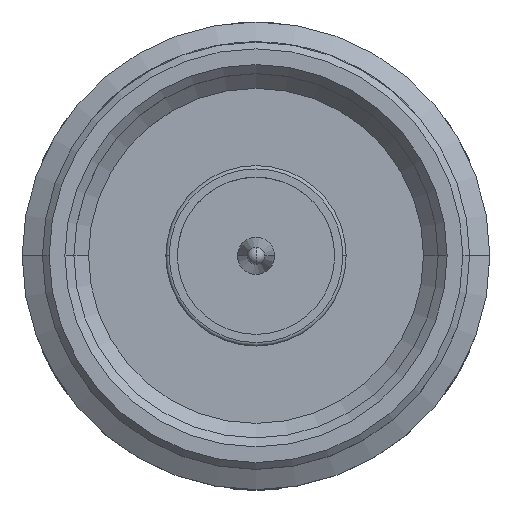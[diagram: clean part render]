
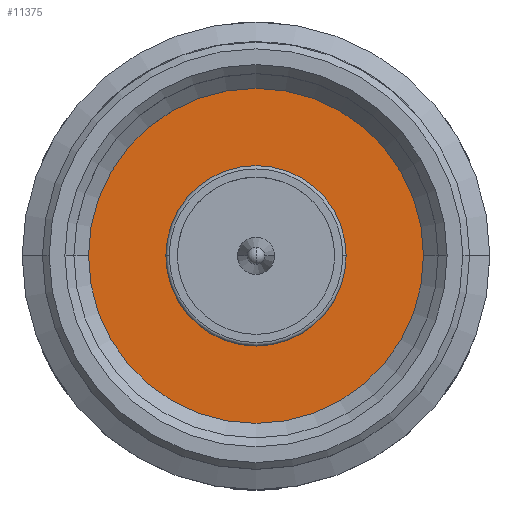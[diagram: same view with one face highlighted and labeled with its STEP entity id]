
A CAD part, top view. The second image highlights one B-rep face of the part: STEP entity #11375.
In plain terms, the highlighted planar face has unit normal (0, 0, 1).
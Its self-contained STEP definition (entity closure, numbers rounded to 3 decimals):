
#21 = DIRECTION ( 'NONE',  ( -1., 0., 0. ) ) ;
#22 = FACE_BOUND ( 'NONE', #9080, .T. ) ;
#411 = CARTESIAN_POINT ( 'NONE',  ( 0., 0., -4.19 ) ) ;
#730 = CARTESIAN_POINT ( 'NONE',  ( -7.45, 0., -4.19 ) ) ;
#813 = ORIENTED_EDGE ( 'NONE', *, *, #7095, .T. ) ;
#936 = ORIENTED_EDGE ( 'NONE', *, *, #6148, .T. ) ;
#1352 = AXIS2_PLACEMENT_3D ( 'NONE', #11048, #4435, #12153 ) ;
#1532 = DIRECTION ( 'NONE',  ( -1., 0., 0. ) ) ;
#1548 = CARTESIAN_POINT ( 'NONE',  ( 4.01, 0., -4.19 ) ) ;
#1986 = ORIENTED_EDGE ( 'NONE', *, *, #9050, .T. ) ;
#2532 = CARTESIAN_POINT ( 'NONE',  ( -4.01, 0., -4.19 ) ) ;
#3405 = DIRECTION ( 'NONE',  ( -1., 0., 0. ) ) ;
#4401 = EDGE_LOOP ( 'NONE', ( #1986, #5089 ) ) ;
#4435 = DIRECTION ( 'NONE',  ( 0., 0., 1. ) ) ;
#4780 = VERTEX_POINT ( 'NONE', #2532 ) ;
#4848 = EDGE_CURVE ( 'NONE', #5412, #10481, #14185, .T. ) ;
#5072 = DIRECTION ( 'NONE',  ( 0., 0., -1. ) ) ;
#5089 = ORIENTED_EDGE ( 'NONE', *, *, #4848, .T. ) ;
#5412 = VERTEX_POINT ( 'NONE', #730 ) ;
#6148 = EDGE_CURVE ( 'NONE', #13038, #4780, #8576, .T. ) ;
#6602 = DIRECTION ( 'NONE',  ( 0., 0., -1. ) ) ;
#7095 = EDGE_CURVE ( 'NONE', #4780, #13038, #13649, .T. ) ;
#7113 = AXIS2_PLACEMENT_3D ( 'NONE', #411, #8134, #1532 ) ;
#7577 = AXIS2_PLACEMENT_3D ( 'NONE', #11079, #10031, #3405 ) ;
#7664 = CIRCLE ( 'NONE', #1352, 7.45 ) ;
#8134 = DIRECTION ( 'NONE',  ( 0., 0., 1. ) ) ;
#8480 = FACE_OUTER_BOUND ( 'NONE', #4401, .T. ) ;
#8576 = CIRCLE ( 'NONE', #10367, 4.01 ) ;
#8945 = PLANE ( 'NONE',  #7577 ) ;
#9050 = EDGE_CURVE ( 'NONE', #10481, #5412, #7664, .T. ) ;
#9080 = EDGE_LOOP ( 'NONE', ( #936, #813 ) ) ;
#9192 = CARTESIAN_POINT ( 'NONE',  ( 7.45, 0., -4.19 ) ) ;
#10031 = DIRECTION ( 'NONE',  ( 0., 0., -1. ) ) ;
#10367 = AXIS2_PLACEMENT_3D ( 'NONE', #11679, #5072, #12817 ) ;
#10481 = VERTEX_POINT ( 'NONE', #9192 ) ;
#11048 = CARTESIAN_POINT ( 'NONE',  ( 0., 0., -4.19 ) ) ;
#11079 = CARTESIAN_POINT ( 'NONE',  ( 0., 0., -4.19 ) ) ;
#11375 = ADVANCED_FACE ( 'NONE', ( #22, #8480 ), #8945, .F. ) ;
#11679 = CARTESIAN_POINT ( 'NONE',  ( 0., 0., -4.19 ) ) ;
#12153 = DIRECTION ( 'NONE',  ( -1., 0., 0. ) ) ;
#12817 = DIRECTION ( 'NONE',  ( -1., 0., 0. ) ) ;
#13038 = VERTEX_POINT ( 'NONE', #1548 ) ;
#13238 = CARTESIAN_POINT ( 'NONE',  ( 0., 0., -4.19 ) ) ;
#13342 = AXIS2_PLACEMENT_3D ( 'NONE', #13238, #6602, #21 ) ;
#13649 = CIRCLE ( 'NONE', #13342, 4.01 ) ;
#14185 = CIRCLE ( 'NONE', #7113, 7.45 ) ;
